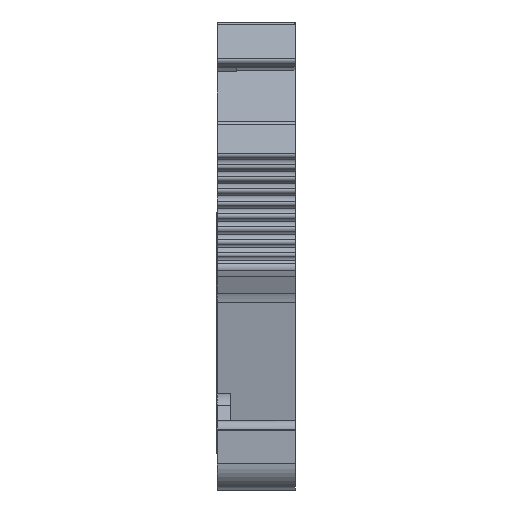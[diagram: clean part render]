
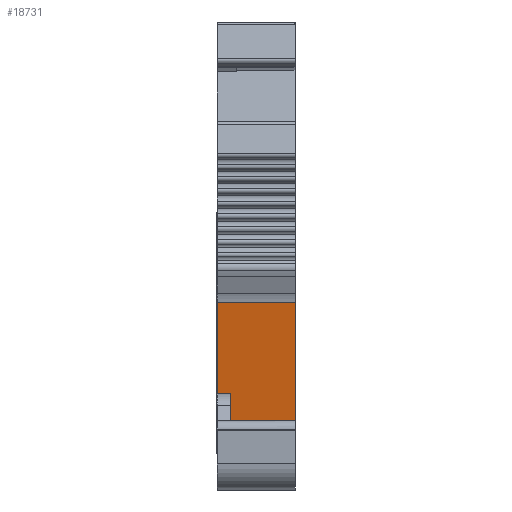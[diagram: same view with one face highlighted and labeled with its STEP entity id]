
A CAD part, left-side view. The second image highlights one B-rep face of the part: STEP entity #18731.
In plain terms, the highlighted planar face has unit normal (-0.986, 0, -0.168).
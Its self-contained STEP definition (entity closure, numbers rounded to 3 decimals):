
#2634=ORIENTED_EDGE('',*,*,#6227,.T.);
#2635=ORIENTED_EDGE('',*,*,#6047,.T.);
#2636=ORIENTED_EDGE('',*,*,#6248,.T.);
#2637=ORIENTED_EDGE('',*,*,#5299,.F.);
#2638=ORIENTED_EDGE('',*,*,#6249,.F.);
#2639=ORIENTED_EDGE('',*,*,#5346,.F.);
#5299=EDGE_CURVE('',#7357,#7358,#8620,.T.);
#5346=EDGE_CURVE('',#7403,#7404,#8646,.T.);
#6047=EDGE_CURVE('',#7941,#7940,#9105,.T.);
#6227=EDGE_CURVE('',#7403,#7941,#9193,.T.);
#6248=EDGE_CURVE('',#7940,#7358,#9211,.T.);
#6249=EDGE_CURVE('',#7404,#7357,#9212,.T.);
#7357=VERTEX_POINT('',#24696);
#7358=VERTEX_POINT('',#24698);
#7403=VERTEX_POINT('',#24792);
#7404=VERTEX_POINT('',#24794);
#7940=VERTEX_POINT('',#26322);
#7941=VERTEX_POINT('',#26324);
#8620=LINE('',#24697,#9991);
#8646=LINE('',#24793,#10017);
#9105=LINE('',#26323,#10476);
#9193=LINE('',#26862,#10564);
#9211=LINE('',#26905,#10582);
#9212=LINE('',#26907,#10583);
#9991=VECTOR('',#20743,1000.);
#10017=VECTOR('',#20817,1000.);
#10476=VECTOR('',#22056,1000.);
#10564=VECTOR('',#22354,1000.);
#10582=VECTOR('',#22416,1000.);
#10583=VECTOR('',#22419,1000.);
#11559=EDGE_LOOP('',(#2634,#2635,#2636,#2637,#2638,#2639));
#12330=FACE_BOUND('',#11559,.T.);
#12992=PLANE('',#19864);
#18731=ADVANCED_FACE('',(#12330),#12992,.T.);
#19864=AXIS2_PLACEMENT_3D('',#26906,#22417,#22418);
#20743=DIRECTION('',(0.168,0.,-0.986));
#20817=DIRECTION('',(-0.168,0.,0.986));
#22056=DIRECTION('',(0.168,0.,-0.986));
#22354=DIRECTION('',(0.,-1.,0.));
#22416=DIRECTION('',(0.,-1.,0.));
#22417=DIRECTION('',(-0.986,0.,-0.168));
#22418=DIRECTION('',(-0.168,0.,0.986));
#22419=DIRECTION('',(0.,-1.,0.));
#24696=CARTESIAN_POINT('',(-45.231,-2.7,-3.457));
#24697=CARTESIAN_POINT('',(-45.231,-2.7,-3.457));
#24698=CARTESIAN_POINT('',(-43.24,-2.7,-15.144));
#24792=CARTESIAN_POINT('',(-44.038,3.3,-10.463));
#24793=CARTESIAN_POINT('',(-44.528,3.3,-7.586));
#24794=CARTESIAN_POINT('',(-45.231,3.3,-3.457));
#26322=CARTESIAN_POINT('',(-43.24,2.3,-15.144));
#26323=CARTESIAN_POINT('',(-44.038,2.3,-10.463));
#26324=CARTESIAN_POINT('',(-44.038,2.3,-10.463));
#26862=CARTESIAN_POINT('',(-44.038,98.547,-10.463));
#26905=CARTESIAN_POINT('',(-43.24,2.3,-15.144));
#26906=CARTESIAN_POINT('',(-45.231,98.547,-3.457));
#26907=CARTESIAN_POINT('',(-45.231,98.547,-3.457));
